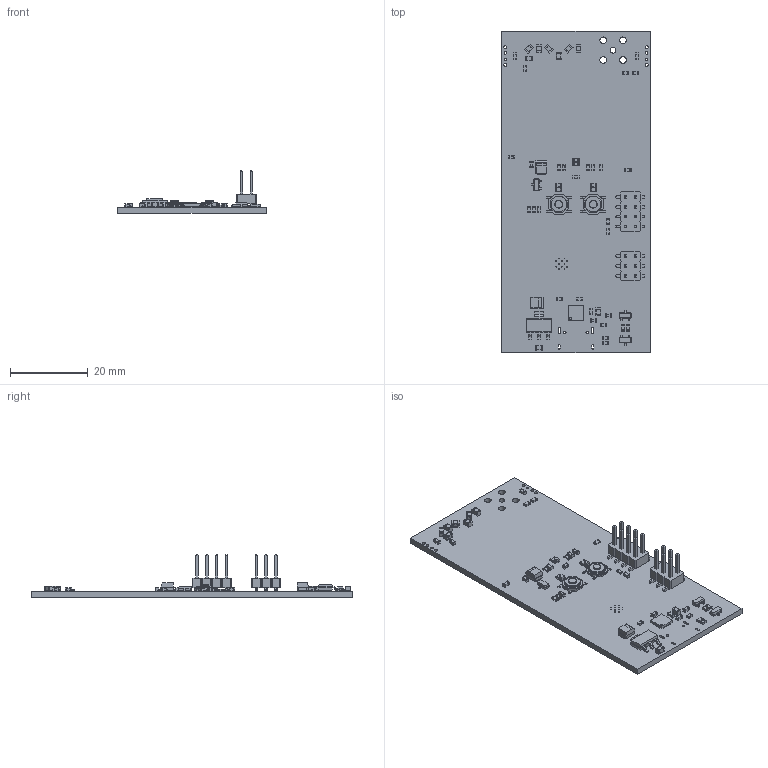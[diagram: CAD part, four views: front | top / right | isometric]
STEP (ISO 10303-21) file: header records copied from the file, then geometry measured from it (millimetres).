
FILE_DESCRIPTION(('KiCad electronic assembly'),'2;1');
FILE_NAME('kv4p-ht (2).step','2024-11-08T09:19:50',('Pcbnew'),('Kicad'), 'Open CASCADE STEP processor 7.8','KiCad to STEP converter','Unknown' );
FILE_SCHEMA(('AUTOMOTIVE_DESIGN { 1 0 10303 214 1 1 1 1 }'));
Length unit declared in the file: millimetre
Products named in the file (28): kv4p-ht (2) 1; LED_0603_1608Metric; CP_EIA-3528-21_Kemet-B; CP_EIA_3528_21_Kemet_B; C_0603_1608Metric; C_0805_2012Metric; R_0603_1608Metric; L_0603_1608Metric; SOT-23; SOT_23; L_0805_2012Metric; SW_SPST_TL3342; PinHeader_2x03_P2.54mm_Vertical_SMD; PinHeader_2x03_P254mm_Vertical_SMD; PinHeader_2x04_P2.54mm_Vertical_SMD; PinHeader_2x04_P254mm_Vertical_SMD; QFN-24-1EP_4x4mm_P0.5mm_EP2.6x2.6mm; QFN-24-1EP_4x4mm_Pitch0.5mm; SOT-223; SOT_223; kv4p-ht (2)_PCB
Assembly tree (76 placements, depth 3):
  kv4p-ht (2) 1
    LED_0603_1608Metric  x3
      LED_0603_1608Metric
    CP_EIA-3528-21_Kemet-B  x2
      CP_EIA_3528_21_Kemet_B
    C_0603_1608Metric  x18
      C_0603_1608Metric
    C_0805_2012Metric  x6
      C_0805_2012Metric
    R_0603_1608Metric  x17
      R_0603_1608Metric
    L_0603_1608Metric  x4
      L_0603_1608Metric
    SOT-23  x3
      SOT_23
    L_0805_2012Metric  x3
      L_0805_2012Metric
    SW_SPST_TL3342  x2
      SW_SPST_TL3342
    PinHeader_2x03_P2.54mm_Vertical_SMD
      PinHeader_2x03_P254mm_Vertical_SMD
    PinHeader_2x04_P2.54mm_Vertical_SMD
      PinHeader_2x04_P254mm_Vertical_SMD
    QFN-24-1EP_4x4mm_P0.5mm_EP2.6x2.6mm
      QFN-24-1EP_4x4mm_Pitch0.5mm
    SOT-223
      SOT_223
    kv4p-ht (2)_PCB
Bounding box: 38.1 x 82.55 x 10.95 mm (x, y, z)
Volume: 5486.3 mm3; surface area: 8213.6 mm2
Topology: 63 solids, 65 shells, 2801 faces, 7240 edges, 4680 vertices
Faces by surface type: plane 1910, cylinder 742, bspline 147, torus 2
Full cylindrical faces by diameter (mm): 0.2 x12, 0.5 x1, 0.65 x2, 0.7 x4, 0.8 x4, 1.5 x1, 1.7 x4, 2 x2
Entity records: 44424 total; most frequent: CARTESIAN_POINT 8292, ORIENTED_EDGE 5878, DIRECTION 5523, EDGE_CURVE 2939, LINE 2399, VECTOR 2399, VERTEX_POINT 1881, AXIS2_PLACEMENT_3D 1562
